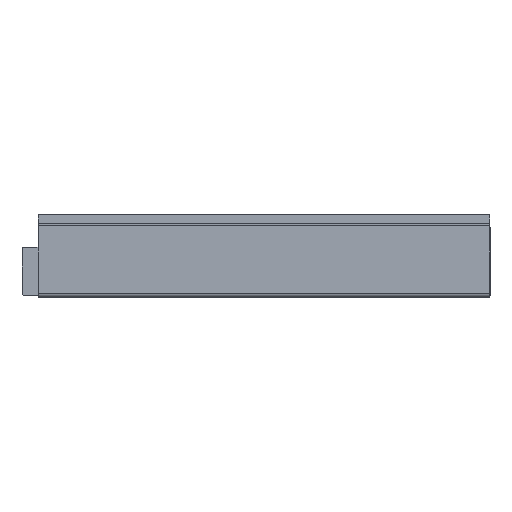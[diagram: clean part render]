
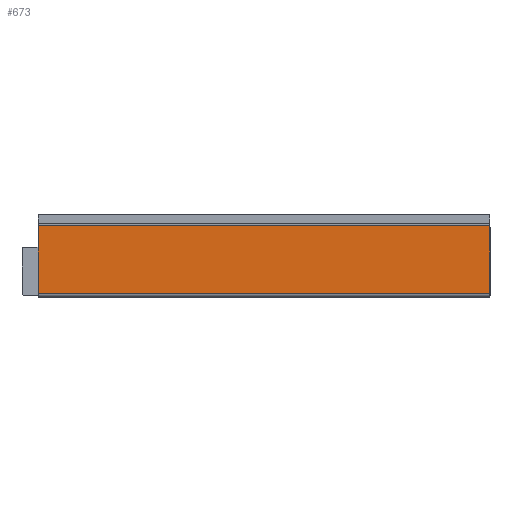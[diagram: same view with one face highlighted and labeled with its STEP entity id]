
A CAD part, top view. The second image highlights one B-rep face of the part: STEP entity #673.
In plain terms, the highlighted planar face has unit normal (0, 0, 1).
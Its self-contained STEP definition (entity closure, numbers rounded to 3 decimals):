
#84 = CARTESIAN_POINT ( 'NONE',  ( -2., 13.4, 0. ) ) ;
#132 = FACE_OUTER_BOUND ( 'NONE', #1060, .T. ) ;
#181 = VECTOR ( 'NONE', #668, 1000. ) ;
#194 = ORIENTED_EDGE ( 'NONE', *, *, #1938, .T. ) ;
#313 = DIRECTION ( 'NONE',  ( 0., 0., -1. ) ) ;
#334 = VERTEX_POINT ( 'NONE', #1724 ) ;
#342 = VECTOR ( 'NONE', #1754, 1000. ) ;
#386 = CARTESIAN_POINT ( 'NONE',  ( 82.7, 0.7, 0. ) ) ;
#585 = AXIS2_PLACEMENT_3D ( 'NONE', #990, #313, #803 ) ;
#657 = CARTESIAN_POINT ( 'NONE',  ( -2., 13.4, 0. ) ) ;
#668 = DIRECTION ( 'NONE',  ( 1., 0., 0. ) ) ;
#673 = ADVANCED_FACE ( 'NONE', ( #132 ), #1796, .F. ) ;
#754 = LINE ( 'NONE', #1205, #181 ) ;
#803 = DIRECTION ( 'NONE',  ( -1., 0., 0. ) ) ;
#858 = ORIENTED_EDGE ( 'NONE', *, *, #985, .T. ) ;
#862 = VERTEX_POINT ( 'NONE', #657 ) ;
#864 = DIRECTION ( 'NONE',  ( 0., 1., 0. ) ) ;
#888 = EDGE_CURVE ( 'NONE', #1572, #1191, #929, .T. ) ;
#929 = LINE ( 'NONE', #1863, #1985 ) ;
#985 = EDGE_CURVE ( 'NONE', #334, #1572, #754, .T. ) ;
#990 = CARTESIAN_POINT ( 'NONE',  ( 0., 0., 0. ) ) ;
#1060 = EDGE_LOOP ( 'NONE', ( #858, #1889, #194, #1977 ) ) ;
#1143 = LINE ( 'NONE', #1966, #2168 ) ;
#1191 = VERTEX_POINT ( 'NONE', #1744 ) ;
#1205 = CARTESIAN_POINT ( 'NONE',  ( -2., 0.7, 0. ) ) ;
#1572 = VERTEX_POINT ( 'NONE', #386 ) ;
#1613 = LINE ( 'NONE', #84, #342 ) ;
#1724 = CARTESIAN_POINT ( 'NONE',  ( -2., 0.7, 0. ) ) ;
#1744 = CARTESIAN_POINT ( 'NONE',  ( 82.7, 13.4, 0. ) ) ;
#1754 = DIRECTION ( 'NONE',  ( -1., 0., 0. ) ) ;
#1796 = PLANE ( 'NONE',  #585 ) ;
#1823 = DIRECTION ( 'NONE',  ( 0., -1., 0. ) ) ;
#1863 = CARTESIAN_POINT ( 'NONE',  ( 82.7, 0., 0. ) ) ;
#1889 = ORIENTED_EDGE ( 'NONE', *, *, #888, .T. ) ;
#1938 = EDGE_CURVE ( 'NONE', #1191, #862, #1613, .T. ) ;
#1966 = CARTESIAN_POINT ( 'NONE',  ( -2., 0., 0. ) ) ;
#1977 = ORIENTED_EDGE ( 'NONE', *, *, #2049, .T. ) ;
#1985 = VECTOR ( 'NONE', #864, 1000. ) ;
#2049 = EDGE_CURVE ( 'NONE', #862, #334, #1143, .T. ) ;
#2168 = VECTOR ( 'NONE', #1823, 1000. ) ;
